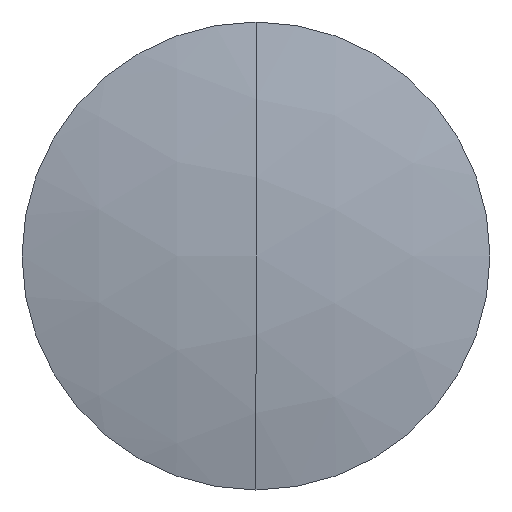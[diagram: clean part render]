
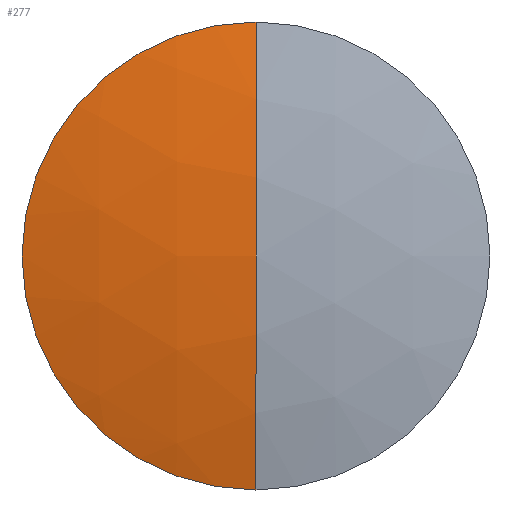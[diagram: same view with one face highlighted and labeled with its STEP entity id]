
A CAD part, left-side view. The second image highlights one B-rep face of the part: STEP entity #277.
In plain terms, the highlighted spherical face has radius 101.707 mm.
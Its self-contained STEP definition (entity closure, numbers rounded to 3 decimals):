
#7 = DIRECTION ( 'NONE',  ( 0., 1., 0. ) ) ;
#9 = EDGE_CURVE ( 'NONE', #106, #64, #21, .T. ) ;
#21 = CIRCLE ( 'NONE', #259, 101.707 ) ;
#64 = VERTEX_POINT ( 'NONE', #73 ) ;
#73 = CARTESIAN_POINT ( 'NONE',  ( 227.145, 0., 0. ) ) ;
#88 = CIRCLE ( 'NONE', #291, 25. ) ;
#96 = EDGE_CURVE ( 'NONE', #280, #64, #199, .T. ) ;
#101 = FACE_OUTER_BOUND ( 'NONE', #211, .T. ) ;
#104 = ORIENTED_EDGE ( 'NONE', *, *, #96, .F. ) ;
#106 = VERTEX_POINT ( 'NONE', #188 ) ;
#124 = CARTESIAN_POINT ( 'NONE',  ( 230.265, 0., 25. ) ) ;
#130 = ORIENTED_EDGE ( 'NONE', *, *, #9, .T. ) ;
#132 = CARTESIAN_POINT ( 'NONE',  ( 328.852, 0., 0. ) ) ;
#160 = CARTESIAN_POINT ( 'NONE',  ( 230.265, 0., 0. ) ) ;
#162 = DIRECTION ( 'NONE',  ( -1., 0., 0. ) ) ;
#165 = DIRECTION ( 'NONE',  ( 0., 1., 0. ) ) ;
#167 = DIRECTION ( 'NONE',  ( 0., 0., 1. ) ) ;
#186 = AXIS2_PLACEMENT_3D ( 'NONE', #242, #165, #167 ) ;
#188 = CARTESIAN_POINT ( 'NONE',  ( 230.265, 0., -25. ) ) ;
#199 = CIRCLE ( 'NONE', #273, 101.707 ) ;
#211 = EDGE_LOOP ( 'NONE', ( #320, #130, #104 ) ) ;
#225 = CARTESIAN_POINT ( 'NONE',  ( 328.852, 0., 0. ) ) ;
#240 = DIRECTION ( 'NONE',  ( 0., 0., 1. ) ) ;
#242 = CARTESIAN_POINT ( 'NONE',  ( 328.852, 0., 0. ) ) ;
#252 = DIRECTION ( 'NONE',  ( 0., 0., 1. ) ) ;
#259 = AXIS2_PLACEMENT_3D ( 'NONE', #225, #7, #252 ) ;
#261 = DIRECTION ( 'NONE',  ( 0., 0., -1. ) ) ;
#265 = EDGE_CURVE ( 'NONE', #280, #106, #88, .T. ) ;
#273 = AXIS2_PLACEMENT_3D ( 'NONE', #132, #297, #261 ) ;
#277 = ADVANCED_FACE ( 'NONE', ( #101 ), #318, .T. ) ;
#280 = VERTEX_POINT ( 'NONE', #124 ) ;
#291 = AXIS2_PLACEMENT_3D ( 'NONE', #160, #162, #240 ) ;
#297 = DIRECTION ( 'NONE',  ( 0., -1., 0. ) ) ;
#318 = SPHERICAL_SURFACE ( 'NONE', #186, 101.707 ) ;
#320 = ORIENTED_EDGE ( 'NONE', *, *, #265, .T. ) ;
